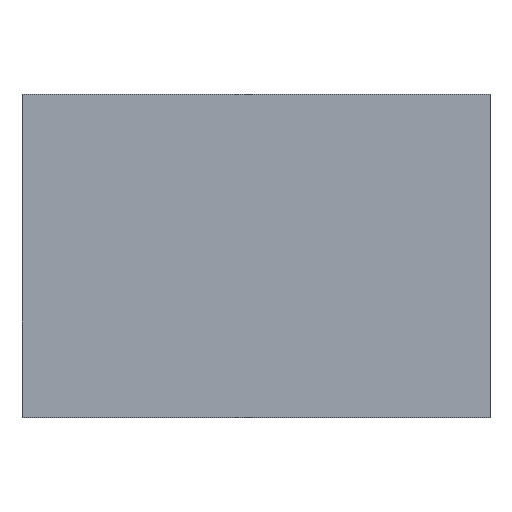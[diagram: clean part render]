
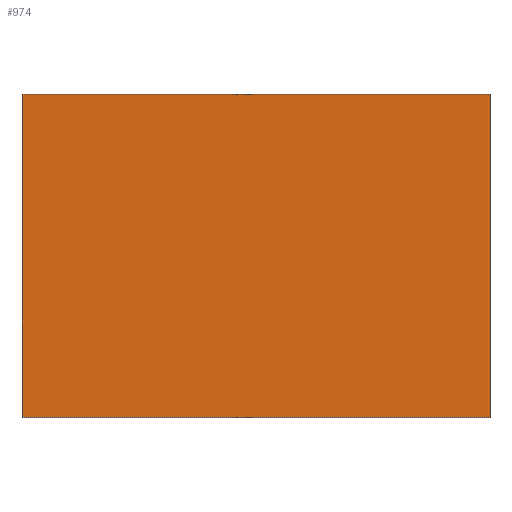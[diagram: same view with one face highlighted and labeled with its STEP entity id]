
A CAD part, top view. The second image highlights one B-rep face of the part: STEP entity #974.
In plain terms, the highlighted planar face has unit normal (0, 0, 1).
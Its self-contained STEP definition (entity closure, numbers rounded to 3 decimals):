
#275=DIRECTION('',(0.,-1.,0.));
#276=VECTOR('',#275,1.);
#277=CARTESIAN_POINT('',(-0.725,0.5,0.55));
#278=LINE('',#277,#276);
#282=DIRECTION('',(-1.,0.,0.));
#283=VECTOR('',#282,1.45);
#284=CARTESIAN_POINT('',(0.725,0.5,0.55));
#285=LINE('',#284,#283);
#289=DIRECTION('',(0.,1.,0.));
#290=VECTOR('',#289,1.);
#291=CARTESIAN_POINT('',(0.725,-0.5,0.55));
#292=LINE('',#291,#290);
#296=DIRECTION('',(1.,0.,0.));
#297=VECTOR('',#296,1.45);
#298=CARTESIAN_POINT('',(-0.725,-0.5,0.55));
#299=LINE('',#298,#297);
#661=CARTESIAN_POINT('',(-0.725,0.5,0.55));
#662=CARTESIAN_POINT('',(-0.725,-0.5,0.55));
#663=VERTEX_POINT('',#661);
#664=VERTEX_POINT('',#662);
#665=CARTESIAN_POINT('',(0.725,-0.5,0.55));
#666=VERTEX_POINT('',#665);
#667=CARTESIAN_POINT('',(0.725,0.5,0.55));
#668=VERTEX_POINT('',#667);
#963=CARTESIAN_POINT('',(0.,0.,0.55));
#964=DIRECTION('',(0.,0.,1.));
#965=DIRECTION('',(1.,0.,0.));
#966=AXIS2_PLACEMENT_3D('',#963,#964,#965);
#967=PLANE('',#966);
#968=ORIENTED_EDGE('',*,*,#867,.F.);
#969=ORIENTED_EDGE('',*,*,#894,.F.);
#970=ORIENTED_EDGE('',*,*,#920,.F.);
#971=ORIENTED_EDGE('',*,*,#945,.F.);
#972=EDGE_LOOP('',(#968,#969,#970,#971));
#973=FACE_OUTER_BOUND('',#972,.F.);
#974=ADVANCED_FACE('',(#973),#967,.T.);
#867=EDGE_CURVE('',#663,#664,#278,.T.);
#894=EDGE_CURVE('',#668,#663,#285,.T.);
#920=EDGE_CURVE('',#666,#668,#292,.T.);
#945=EDGE_CURVE('',#664,#666,#299,.T.);
